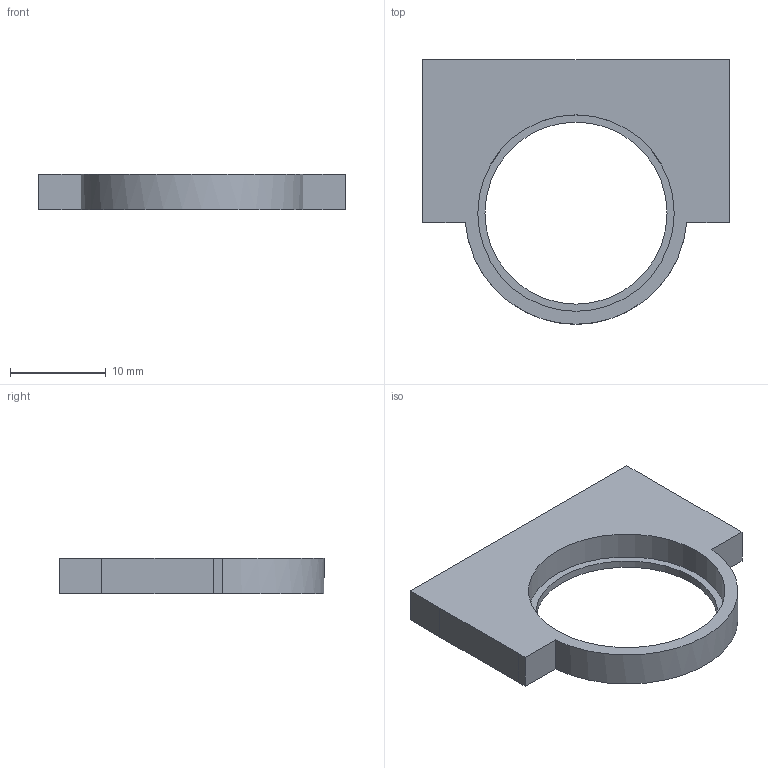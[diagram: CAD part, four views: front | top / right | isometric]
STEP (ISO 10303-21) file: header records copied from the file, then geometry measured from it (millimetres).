
FILE_DESCRIPTION(('FreeCAD Model'),'2;1');
FILE_NAME('Open CASCADE Shape Model','2021-10-27T20:12:15',('Author'),( ''),'Open CASCADE STEP processor 7.4','FreeCAD','Unknown');
FILE_SCHEMA(('AUTOMOTIVE_DESIGN { 1 0 10303 214 1 1 1 1 }'));
Length unit declared in the file: millimetre
Products named in the file (1): revised_thinned
Bounding box: 32 x 27.6 x 3.7 mm (x, y, z)
Volume: 1525.1 mm3; surface area: 1536.4 mm2
Topology: 1 solids, 1 shells, 23 faces, 54 edges, 33 vertices
Faces by surface type: plane 20, cylinder 3
Full cylindrical faces by diameter (mm): 19 x1, 20.5 x1
Entity records: 1368 total; most frequent: CARTESIAN_POINT 227, DIRECTION 214, LINE 126, VECTOR 126, ORIENTED_EDGE 108, PCURVE 108, DEFINITIONAL_REPRESENTATION 108, EDGE_CURVE 54
